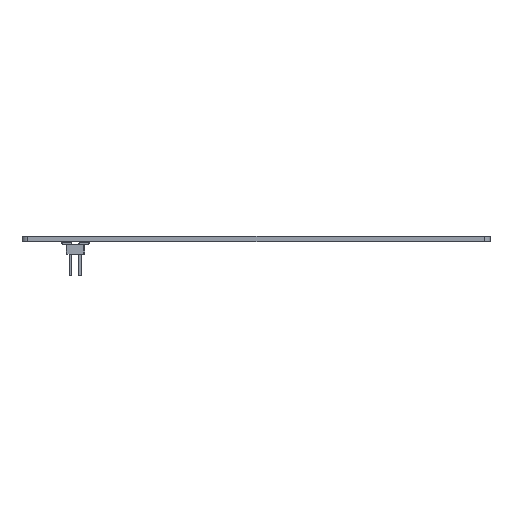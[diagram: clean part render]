
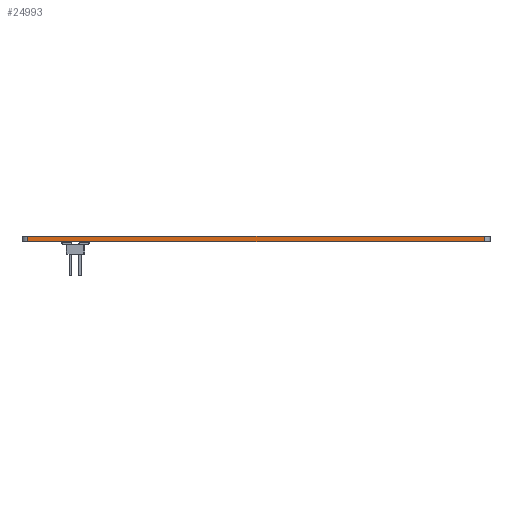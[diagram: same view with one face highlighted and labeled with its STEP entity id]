
A CAD part, left-side view. The second image highlights one B-rep face of the part: STEP entity #24993.
In plain terms, the highlighted planar face has unit normal (-1, 0, 0).
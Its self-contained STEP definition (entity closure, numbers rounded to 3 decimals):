
#24993 = ADVANCED_FACE('',(#24994),#25008,.F.);
#24994 = FACE_BOUND('',#24995,.F.);
#24995 = EDGE_LOOP('',(#24996,#25031,#25059,#25087));
#24996 = ORIENTED_EDGE('',*,*,#24997,.T.);
#24997 = EDGE_CURVE('',#24998,#25000,#25002,.T.);
#24998 = VERTEX_POINT('',#24999);
#24999 = CARTESIAN_POINT('',(15.24,-17.399,0.));
#25000 = VERTEX_POINT('',#25001);
#25001 = CARTESIAN_POINT('',(15.24,-17.399,1.6));
#25002 = SURFACE_CURVE('',#25003,(#25007,#25019),.PCURVE_S1.);
#25003 = LINE('',#25004,#25005);
#25004 = CARTESIAN_POINT('',(15.24,-17.399,0.));
#25005 = VECTOR('',#25006,1.);
#25006 = DIRECTION('',(0.,0.,1.));
#25007 = PCURVE('',#25008,#25013);
#25008 = PLANE('',#25009);
#25009 = AXIS2_PLACEMENT_3D('',#25010,#25011,#25012);
#25010 = CARTESIAN_POINT('',(15.24,-17.399,0.));
#25011 = DIRECTION('',(1.,0.,0.));
#25012 = DIRECTION('',(0.,-1.,0.));
#25013 = DEFINITIONAL_REPRESENTATION('',(#25014),#25018);
#25014 = LINE('',#25015,#25016);
#25015 = CARTESIAN_POINT('',(0.,0.));
#25016 = VECTOR('',#25017,1.);
#25017 = DIRECTION('',(0.,-1.));
#25018 = ( GEOMETRIC_REPRESENTATION_CONTEXT(2) 
PARAMETRIC_REPRESENTATION_CONTEXT() REPRESENTATION_CONTEXT('2D SPACE',''
  ) );
#25019 = PCURVE('',#25020,#25025);
#25020 = CYLINDRICAL_SURFACE('',#25021,1.524);
#25021 = AXIS2_PLACEMENT_3D('',#25022,#25023,#25024);
#25022 = CARTESIAN_POINT('',(16.764,-17.399,0.));
#25023 = DIRECTION('',(0.,0.,-1.));
#25024 = DIRECTION('',(1.,0.,0.));
#25025 = DEFINITIONAL_REPRESENTATION('',(#25026),#25030);
#25026 = LINE('',#25027,#25028);
#25027 = CARTESIAN_POINT('',(-3.142,0.));
#25028 = VECTOR('',#25029,1.);
#25029 = DIRECTION('',(0.,-1.));
#25030 = ( GEOMETRIC_REPRESENTATION_CONTEXT(2) 
PARAMETRIC_REPRESENTATION_CONTEXT() REPRESENTATION_CONTEXT('2D SPACE',''
  ) );
#25031 = ORIENTED_EDGE('',*,*,#25032,.T.);
#25032 = EDGE_CURVE('',#25000,#25033,#25035,.T.);
#25033 = VERTEX_POINT('',#25034);
#25034 = CARTESIAN_POINT('',(15.24,-142.621,1.6));
#25035 = SURFACE_CURVE('',#25036,(#25040,#25047),.PCURVE_S1.);
#25036 = LINE('',#25037,#25038);
#25037 = CARTESIAN_POINT('',(15.24,-17.399,1.6));
#25038 = VECTOR('',#25039,1.);
#25039 = DIRECTION('',(0.,-1.,0.));
#25040 = PCURVE('',#25008,#25041);
#25041 = DEFINITIONAL_REPRESENTATION('',(#25042),#25046);
#25042 = LINE('',#25043,#25044);
#25043 = CARTESIAN_POINT('',(0.,-1.6));
#25044 = VECTOR('',#25045,1.);
#25045 = DIRECTION('',(1.,0.));
#25046 = ( GEOMETRIC_REPRESENTATION_CONTEXT(2) 
PARAMETRIC_REPRESENTATION_CONTEXT() REPRESENTATION_CONTEXT('2D SPACE',''
  ) );
#25047 = PCURVE('',#25048,#25053);
#25048 = PLANE('',#25049);
#25049 = AXIS2_PLACEMENT_3D('',#25050,#25051,#25052);
#25050 = CARTESIAN_POINT('',(76.2,-80.01,1.6));
#25051 = DIRECTION('',(0.,0.,1.));
#25052 = DIRECTION('',(1.,0.,0.));
#25053 = DEFINITIONAL_REPRESENTATION('',(#25054),#25058);
#25054 = LINE('',#25055,#25056);
#25055 = CARTESIAN_POINT('',(-60.96,62.611));
#25056 = VECTOR('',#25057,1.);
#25057 = DIRECTION('',(0.,-1.));
#25058 = ( GEOMETRIC_REPRESENTATION_CONTEXT(2) 
PARAMETRIC_REPRESENTATION_CONTEXT() REPRESENTATION_CONTEXT('2D SPACE',''
  ) );
#25059 = ORIENTED_EDGE('',*,*,#25060,.F.);
#25060 = EDGE_CURVE('',#25061,#25033,#25063,.T.);
#25061 = VERTEX_POINT('',#25062);
#25062 = CARTESIAN_POINT('',(15.24,-142.621,0.));
#25063 = SURFACE_CURVE('',#25064,(#25068,#25075),.PCURVE_S1.);
#25064 = LINE('',#25065,#25066);
#25065 = CARTESIAN_POINT('',(15.24,-142.621,0.));
#25066 = VECTOR('',#25067,1.);
#25067 = DIRECTION('',(0.,0.,1.));
#25068 = PCURVE('',#25008,#25069);
#25069 = DEFINITIONAL_REPRESENTATION('',(#25070),#25074);
#25070 = LINE('',#25071,#25072);
#25071 = CARTESIAN_POINT('',(125.222,0.));
#25072 = VECTOR('',#25073,1.);
#25073 = DIRECTION('',(0.,-1.));
#25074 = ( GEOMETRIC_REPRESENTATION_CONTEXT(2) 
PARAMETRIC_REPRESENTATION_CONTEXT() REPRESENTATION_CONTEXT('2D SPACE',''
  ) );
#25075 = PCURVE('',#25076,#25081);
#25076 = CYLINDRICAL_SURFACE('',#25077,1.524);
#25077 = AXIS2_PLACEMENT_3D('',#25078,#25079,#25080);
#25078 = CARTESIAN_POINT('',(16.764,-142.621,0.));
#25079 = DIRECTION('',(0.,0.,-1.));
#25080 = DIRECTION('',(1.,0.,0.));
#25081 = DEFINITIONAL_REPRESENTATION('',(#25082),#25086);
#25082 = LINE('',#25083,#25084);
#25083 = CARTESIAN_POINT('',(-3.142,0.));
#25084 = VECTOR('',#25085,1.);
#25085 = DIRECTION('',(0.,-1.));
#25086 = ( GEOMETRIC_REPRESENTATION_CONTEXT(2) 
PARAMETRIC_REPRESENTATION_CONTEXT() REPRESENTATION_CONTEXT('2D SPACE',''
  ) );
#25087 = ORIENTED_EDGE('',*,*,#25088,.F.);
#25088 = EDGE_CURVE('',#24998,#25061,#25089,.T.);
#25089 = SURFACE_CURVE('',#25090,(#25094,#25101),.PCURVE_S1.);
#25090 = LINE('',#25091,#25092);
#25091 = CARTESIAN_POINT('',(15.24,-17.399,0.));
#25092 = VECTOR('',#25093,1.);
#25093 = DIRECTION('',(0.,-1.,0.));
#25094 = PCURVE('',#25008,#25095);
#25095 = DEFINITIONAL_REPRESENTATION('',(#25096),#25100);
#25096 = LINE('',#25097,#25098);
#25097 = CARTESIAN_POINT('',(0.,0.));
#25098 = VECTOR('',#25099,1.);
#25099 = DIRECTION('',(1.,0.));
#25100 = ( GEOMETRIC_REPRESENTATION_CONTEXT(2) 
PARAMETRIC_REPRESENTATION_CONTEXT() REPRESENTATION_CONTEXT('2D SPACE',''
  ) );
#25101 = PCURVE('',#25102,#25107);
#25102 = PLANE('',#25103);
#25103 = AXIS2_PLACEMENT_3D('',#25104,#25105,#25106);
#25104 = CARTESIAN_POINT('',(76.2,-80.01,0.));
#25105 = DIRECTION('',(0.,0.,1.));
#25106 = DIRECTION('',(1.,0.,0.));
#25107 = DEFINITIONAL_REPRESENTATION('',(#25108),#25112);
#25108 = LINE('',#25109,#25110);
#25109 = CARTESIAN_POINT('',(-60.96,62.611));
#25110 = VECTOR('',#25111,1.);
#25111 = DIRECTION('',(0.,-1.));
#25112 = ( GEOMETRIC_REPRESENTATION_CONTEXT(2) 
PARAMETRIC_REPRESENTATION_CONTEXT() REPRESENTATION_CONTEXT('2D SPACE',''
  ) );
